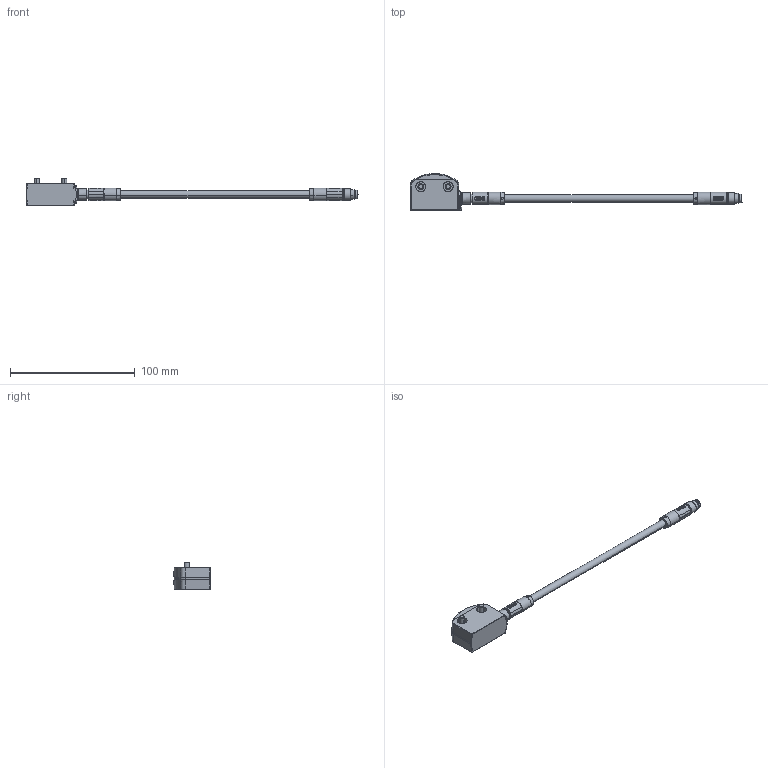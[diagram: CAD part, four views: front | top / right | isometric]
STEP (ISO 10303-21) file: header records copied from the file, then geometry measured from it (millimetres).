
FILE_DESCRIPTION (( 'STEP AP214' ), '1' );
FILE_NAME ('P8528.STEP', '2023-03-22T08:48:36', ( '' ), ( '' ), 'SwSTEP 2.0', 'SolidWorks 2021', '' );
FILE_SCHEMA (( 'AUTOMOTIVE_DESIGN' ));
Length unit declared in the file: millimetre
Products named in the file (1): P8528
Bounding box: 266.2 x 29.5 x 22 mm (x, y, z)
Volume: 27552.7 mm3; surface area: 12214.9 mm2
Topology: 6 solids, 6 shells, 1596 faces, 4202 edges, 2759 vertices
Faces by surface type: plane 954, bspline 312, cylinder 210, cone 98, torus 22
Entity records: 83274 total; most frequent: CARTESIAN_POINT 29448, ORIENTED_EDGE 8368, DIRECTION 5958, EDGE_CURVE 4184, VERTEX_POINT 2759, LINE 2412, VECTOR 2412, AXIS2_PLACEMENT_3D 1773
